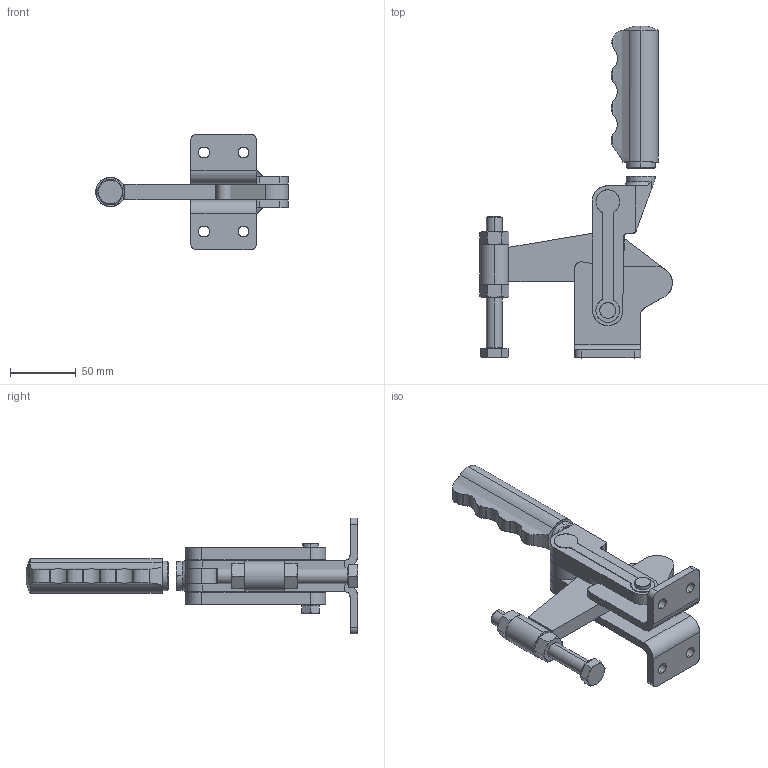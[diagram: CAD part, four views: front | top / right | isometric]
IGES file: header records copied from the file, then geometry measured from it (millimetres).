
Start section: SolidWorks IGES file using analytic representation for surfaces
Bounding box: 146.2 x 252.01 x 88 mm (x, y, z)
Surface area: 88551.5 mm2 (no closed solid volume)
Topology: 0 solids, 0 shells, 306 faces, 4750 edges, 4748 vertices
Faces by surface type: revolution 180, bspline 126
